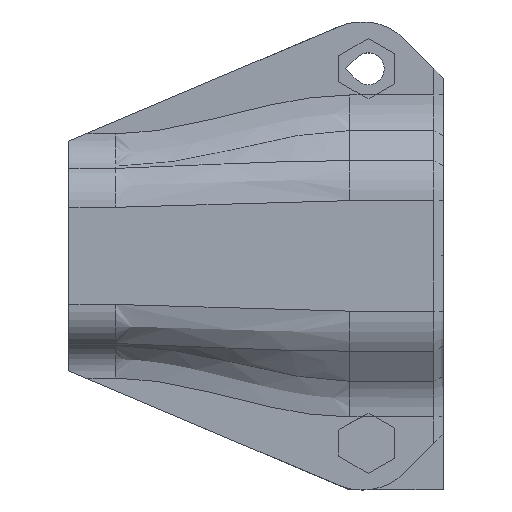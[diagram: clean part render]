
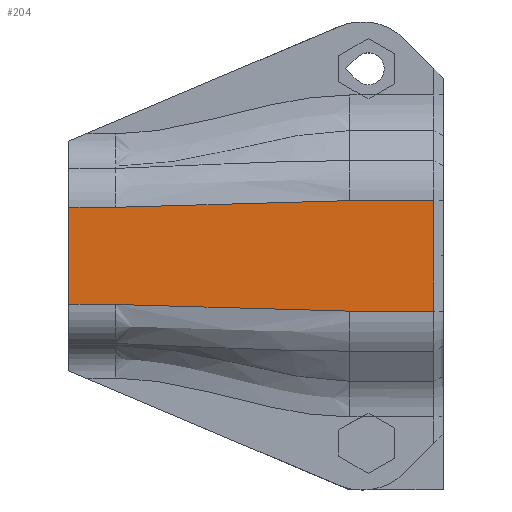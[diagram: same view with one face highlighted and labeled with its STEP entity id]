
A CAD part, top view. The second image highlights one B-rep face of the part: STEP entity #204.
In plain terms, the highlighted planar face has unit normal (0, 0, 1).
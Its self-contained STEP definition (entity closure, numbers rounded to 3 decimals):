
#204=ADVANCED_FACE('',(#454),#456,.T.);
#454=FACE_BOUND('',#455,.T.);
#455=EDGE_LOOP('',(#2873,#2874,#2875,#2876,#2877,#2878,#2879,#2880));
#456=PLANE('',#457);
#457=AXIS2_PLACEMENT_3D('',#458,#459,#460);
#458=CARTESIAN_POINT('',(-27.,-7.5,4.8));
#459=DIRECTION('',(0.,0.,1.));
#460=DIRECTION('',(0.,1.,0.));
#2873=ORIENTED_EDGE('',*,*,#3696,.T.);
#2874=ORIENTED_EDGE('',*,*,#3695,.T.);
#2875=ORIENTED_EDGE('',*,*,#3697,.T.);
#2876=ORIENTED_EDGE('',*,*,#3698,.T.);
#2877=ORIENTED_EDGE('',*,*,#3699,.F.);
#2878=ORIENTED_EDGE('',*,*,#3700,.F.);
#2879=ORIENTED_EDGE('',*,*,#3701,.F.);
#2880=ORIENTED_EDGE('',*,*,#3702,.F.);
#3695=EDGE_CURVE('',#4158,#4160,#4162,.T.);
#3696=EDGE_CURVE('',#4163,#4158,#4164,.T.);
#3697=EDGE_CURVE('',#4160,#4165,#4166,.T.);
#3698=EDGE_CURVE('',#4165,#4167,#4168,.T.);
#3699=EDGE_CURVE('',#4169,#4167,#4170,.T.);
#3700=EDGE_CURVE('',#4171,#4169,#4172,.T.);
#3701=EDGE_CURVE('',#4173,#4171,#4174,.T.);
#3702=EDGE_CURVE('',#4163,#4173,#4175,.T.);
#4158=VERTEX_POINT('',#4992);
#4160=VERTEX_POINT('',#4997);
#4162=LINE('',#5002,#5003);
#4163=VERTEX_POINT('',#5005);
#4164=LINE('',#5006,#5007);
#4165=VERTEX_POINT('',#5009);
#4166=B_SPLINE_CURVE_WITH_KNOTS('',3,
(#5010,#5011,#5012,#5013,#5014,#5015,#5016,#5017,#5018,#5019),
.UNSPECIFIED.,.F.,.F.,
(4,2,2,2,4),
(0.,0.32,0.639,0.96,1.),
.UNSPECIFIED.);
#4167=VERTEX_POINT('',#5020);
#4168=LINE('',#5021,#5022);
#4169=VERTEX_POINT('',#5024);
#4170=LINE('',#5025,#5026);
#4171=VERTEX_POINT('',#5028);
#4172=LINE('',#5029,#5030);
#4173=VERTEX_POINT('',#5032);
#4174=B_SPLINE_CURVE_WITH_KNOTS('',3,
(#5033,#5034,#5035,#5036,#5037,#5038,#5039,#5040,#5041,#5042),
.UNSPECIFIED.,.F.,.F.,
(4,2,2,2,4),
(0.,0.32,0.639,0.96,1.),
.UNSPECIFIED.);
#4175=LINE('',#5043,#5044);
#4992=CARTESIAN_POINT('',(7.,5.903,4.8));
#4997=CARTESIAN_POINT('',(-2.,5.903,4.8));
#5002=CARTESIAN_POINT('',(7.,5.903,4.8));
#5003=VECTOR('',#5004,1.);
#5004=DIRECTION('',(-1.,0.,0.));
#5005=CARTESIAN_POINT('',(7.,-5.903,4.8));
#5006=CARTESIAN_POINT('',(7.,-5.903,4.8));
#5007=VECTOR('',#5008,1.);
#5008=DIRECTION('',(0.,1.,0.));
#5009=CARTESIAN_POINT('',(-27.,5.191,4.8));
#5010=CARTESIAN_POINT('',(-2.,5.903,4.8));
#5011=CARTESIAN_POINT('',(-4.647,5.888,4.8));
#5012=CARTESIAN_POINT('',(-7.2,5.844,4.8));
#5013=CARTESIAN_POINT('',(-12.465,5.696,4.8));
#5014=CARTESIAN_POINT('',(-15.107,5.553,4.8));
#5015=CARTESIAN_POINT('',(-20.482,5.362,4.8));
#5016=CARTESIAN_POINT('',(-23.199,5.217,4.8));
#5017=CARTESIAN_POINT('',(-26.304,5.193,4.8));
#5018=CARTESIAN_POINT('',(-26.655,5.192,4.8));
#5019=CARTESIAN_POINT('',(-27.,5.191,4.8));
#5020=CARTESIAN_POINT('',(-32.,5.191,4.8));
#5021=CARTESIAN_POINT('',(-27.,5.191,4.8));
#5022=VECTOR('',#5023,1.);
#5023=DIRECTION('',(-1.,0.,0.));
#5024=CARTESIAN_POINT('',(-32.,-5.191,4.8));
#5025=CARTESIAN_POINT('',(-32.,-5.191,4.8));
#5026=VECTOR('',#5027,1.);
#5027=DIRECTION('',(0.,1.,0.));
#5028=CARTESIAN_POINT('',(-27.,-5.191,4.8));
#5029=CARTESIAN_POINT('',(-27.,-5.191,4.8));
#5030=VECTOR('',#5031,1.);
#5031=DIRECTION('',(-1.,0.,0.));
#5032=CARTESIAN_POINT('',(-2.,-5.903,4.8));
#5033=CARTESIAN_POINT('',(-2.,-5.903,4.8));
#5034=CARTESIAN_POINT('',(-4.647,-5.888,4.8));
#5035=CARTESIAN_POINT('',(-7.2,-5.844,4.8));
#5036=CARTESIAN_POINT('',(-12.465,-5.696,4.8));
#5037=CARTESIAN_POINT('',(-15.107,-5.553,4.8));
#5038=CARTESIAN_POINT('',(-20.482,-5.362,4.8));
#5039=CARTESIAN_POINT('',(-23.199,-5.217,4.8));
#5040=CARTESIAN_POINT('',(-26.304,-5.193,4.8));
#5041=CARTESIAN_POINT('',(-26.655,-5.192,4.8));
#5042=CARTESIAN_POINT('',(-27.,-5.191,4.8));
#5043=CARTESIAN_POINT('',(7.,-5.903,4.8));
#5044=VECTOR('',#5045,1.);
#5045=DIRECTION('',(-1.,0.,0.));
